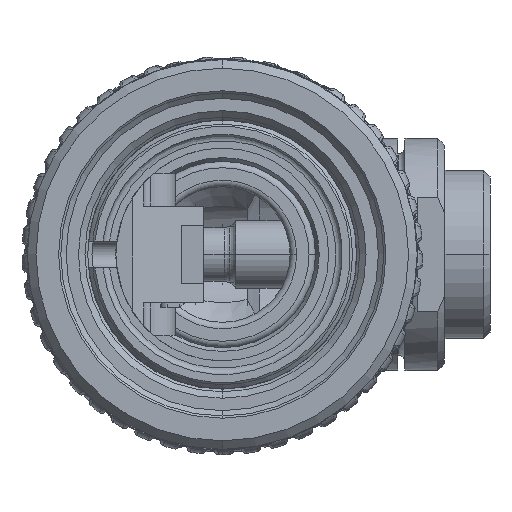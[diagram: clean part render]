
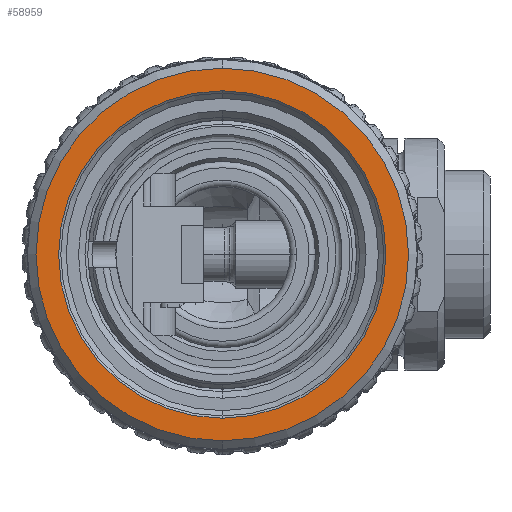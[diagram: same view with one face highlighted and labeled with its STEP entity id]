
A CAD part, left-side view. The second image highlights one B-rep face of the part: STEP entity #58959.
In plain terms, the highlighted face is planar.
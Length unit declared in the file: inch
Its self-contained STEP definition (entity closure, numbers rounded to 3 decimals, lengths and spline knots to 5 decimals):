
#51136=CARTESIAN_POINT('',(0.,0.66756,0.));
#51137=DIRECTION('',(0.,-1.,0.));
#51138=DIRECTION('',(0.,0.,-1.));
#51139=AXIS2_PLACEMENT_3D('',#51136,#51137,#51138);
#51141=CARTESIAN_POINT('',(0.,0.66756,0.));
#51142=DIRECTION('',(0.,1.,0.));
#51143=DIRECTION('',(0.,0.,-1.));
#51144=AXIS2_PLACEMENT_3D('',#51141,#51142,#51143);
#51155=CARTESIAN_POINT('',(0.,0.66756,0.));
#51156=DIRECTION('',(0.,1.,0.));
#51157=DIRECTION('',(0.,0.,-1.));
#51158=AXIS2_PLACEMENT_3D('',#51155,#51156,#51157);
#51169=CARTESIAN_POINT('',(0.,0.66756,0.));
#51170=DIRECTION('',(0.,-1.,0.));
#51171=DIRECTION('',(0.,0.,-1.));
#51172=AXIS2_PLACEMENT_3D('',#51169,#51170,#51171);
#51559=CARTESIAN_POINT('',(0.,0.66756,-0.865));
#51560=CARTESIAN_POINT('',(0.,0.66756,0.865));
#51561=VERTEX_POINT('',#51559);
#51562=VERTEX_POINT('',#51560);
#51563=CARTESIAN_POINT('',(0.,0.66756,-0.76));
#51564=VERTEX_POINT('',#51563);
#51565=CARTESIAN_POINT('',(0.,0.66756,0.76));
#51566=VERTEX_POINT('',#51565);
#58944=CARTESIAN_POINT('',(0.,0.66756,0.));
#58945=DIRECTION('',(0.,1.,0.));
#58946=DIRECTION('',(0.,0.,1.));
#58947=AXIS2_PLACEMENT_3D('',#58944,#58945,#58946);
#58948=PLANE('',#58947);
#58950=ORIENTED_EDGE('',*,*,#58949,.F.);
#58952=ORIENTED_EDGE('',*,*,#58951,.T.);
#58953=EDGE_LOOP('',(#58950,#58952));
#58954=FACE_OUTER_BOUND('',#58953,.F.);
#58955=ORIENTED_EDGE('',*,*,#58923,.F.);
#58956=ORIENTED_EDGE('',*,*,#58939,.T.);
#58957=EDGE_LOOP('',(#58955,#58956));
#58958=FACE_BOUND('',#58957,.F.);
#58959=ADVANCED_FACE('',(#58954,#58958),#58948,.T.);
#51140=CIRCLE('',#51139,0.76);
#51145=CIRCLE('',#51144,0.76);
#51159=CIRCLE('',#51158,0.865);
#51173=CIRCLE('',#51172,0.865);
#58923=EDGE_CURVE('',#51564,#51566,#51140,.T.);
#58939=EDGE_CURVE('',#51564,#51566,#51145,.T.);
#58949=EDGE_CURVE('',#51561,#51562,#51159,.T.);
#58951=EDGE_CURVE('',#51561,#51562,#51173,.T.);
